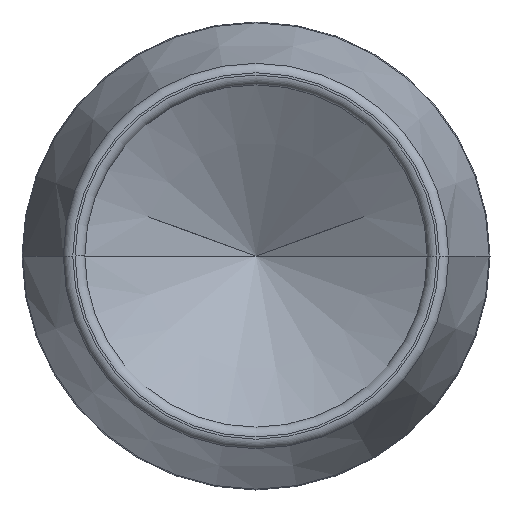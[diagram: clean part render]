
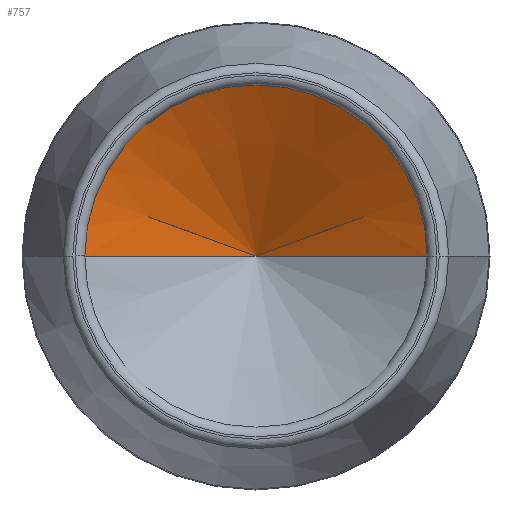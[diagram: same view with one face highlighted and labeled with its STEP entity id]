
A CAD part, front view. The second image highlights one B-rep face of the part: STEP entity #757.
In plain terms, the highlighted conical face has half-angle 60 degrees and reference radius 1.75 mm.
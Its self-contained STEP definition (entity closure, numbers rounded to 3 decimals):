
#257=DIRECTION('',(0.866,0.5,0.));
#258=VECTOR('',#257,4.041);
#259=CARTESIAN_POINT('',(-3.5,11.479,0.));
#260=LINE('',#259,#258);
#261=CARTESIAN_POINT('',(0.,11.479,0.));
#262=DIRECTION('',(0.,1.,0.));
#263=DIRECTION('',(-1.,0.,0.));
#264=AXIS2_PLACEMENT_3D('',#261,#262,#263);
#266=DIRECTION('',(-0.866,0.5,0.));
#267=VECTOR('',#266,4.041);
#268=CARTESIAN_POINT('',(3.5,11.479,0.));
#269=LINE('',#268,#267);
#287=CARTESIAN_POINT('',(-3.5,11.479,0.));
#288=CARTESIAN_POINT('',(0.,13.5,0.));
#289=VERTEX_POINT('',#287);
#290=VERTEX_POINT('',#288);
#303=CARTESIAN_POINT('',(3.5,11.479,0.));
#304=VERTEX_POINT('',#303);
#745=CARTESIAN_POINT('',(0.,12.49,0.));
#746=DIRECTION('',(0.,-1.,0.));
#747=DIRECTION('',(-1.,0.,0.));
#748=AXIS2_PLACEMENT_3D('',#745,#746,#747);
#749=CONICAL_SURFACE('',#748,1.75,60.);
#751=ORIENTED_EDGE('',*,*,#750,.F.);
#752=ORIENTED_EDGE('',*,*,#727,.T.);
#754=ORIENTED_EDGE('',*,*,#753,.T.);
#755=EDGE_LOOP('',(#751,#752,#754));
#756=FACE_OUTER_BOUND('',#755,.F.);
#757=ADVANCED_FACE('',(#756),#749,.F.);
#265=CIRCLE('',#264,3.5);
#727=EDGE_CURVE('',#289,#304,#265,.T.);
#750=EDGE_CURVE('',#289,#290,#260,.T.);
#753=EDGE_CURVE('',#304,#290,#269,.T.);
